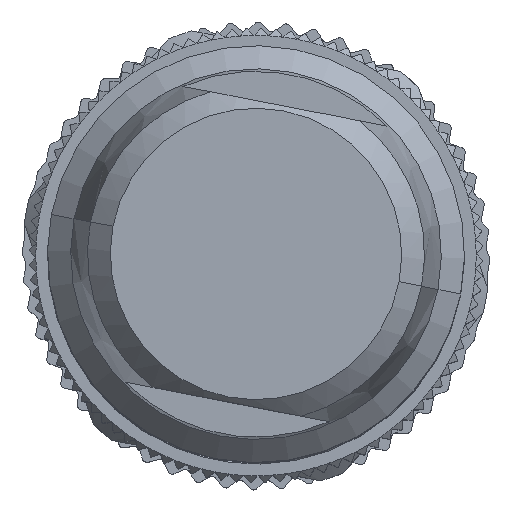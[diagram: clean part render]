
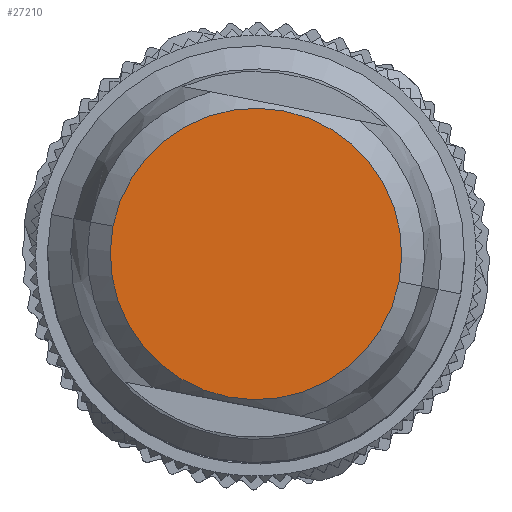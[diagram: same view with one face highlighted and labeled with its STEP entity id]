
A CAD part, top view. The second image highlights one B-rep face of the part: STEP entity #27210.
In plain terms, the highlighted planar face has unit normal (0, 0, 1).
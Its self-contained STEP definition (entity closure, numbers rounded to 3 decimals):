
#27096=AXIS2_PLACEMENT_3D('Circle Axis2P3D',#27094,#27095,$) ;
#27160=AXIS2_PLACEMENT_3D('Circle Axis2P3D',#27158,#27159,$) ;
#27204=AXIS2_PLACEMENT_3D('Plane Axis2P3D',#27201,#27202,#27203) ;
#27068=CARTESIAN_POINT('Vertex',(16.274,8.9,62.)) ;
#27091=CARTESIAN_POINT('Vertex',(3.926,11.3,62.)) ;
#27094=CARTESIAN_POINT('Axis2P3D Location',(10.1,10.1,62.)) ;
#27158=CARTESIAN_POINT('Axis2P3D Location',(10.1,10.1,62.)) ;
#27201=CARTESIAN_POINT('Axis2P3D Location',(10.1,10.1,62.)) ;
#27095=DIRECTION('Axis2P3D Direction',(0.,0.,-1.)) ;
#27159=DIRECTION('Axis2P3D Direction',(0.,0.,-1.)) ;
#27202=DIRECTION('Axis2P3D Direction',(0.,0.,1.)) ;
#27203=DIRECTION('Axis2P3D XDirection',(-0.982,0.191,0.)) ;
#27207=ORIENTED_EDGE('',*,*,#27162,.F.) ;
#27208=ORIENTED_EDGE('',*,*,#27098,.F.) ;
#27210=ADVANCED_FACE('MANIFOLD_SOLID_BREP #40',(#27209),#27205,.T.) ;
#27097=CIRCLE('generated circle',#27096,6.29) ;
#27161=CIRCLE('generated circle',#27160,6.29) ;
#27098=EDGE_CURVE('',#27092,#27069,#27097,.T.) ;
#27162=EDGE_CURVE('',#27069,#27092,#27161,.T.) ;
#27206=EDGE_LOOP('',(#27207,#27208)) ;
#27209=FACE_OUTER_BOUND('',#27206,.T.) ;
#27205=PLANE('',#27204) ;
#27069=VERTEX_POINT('',#27068) ;
#27092=VERTEX_POINT('',#27091) ;
